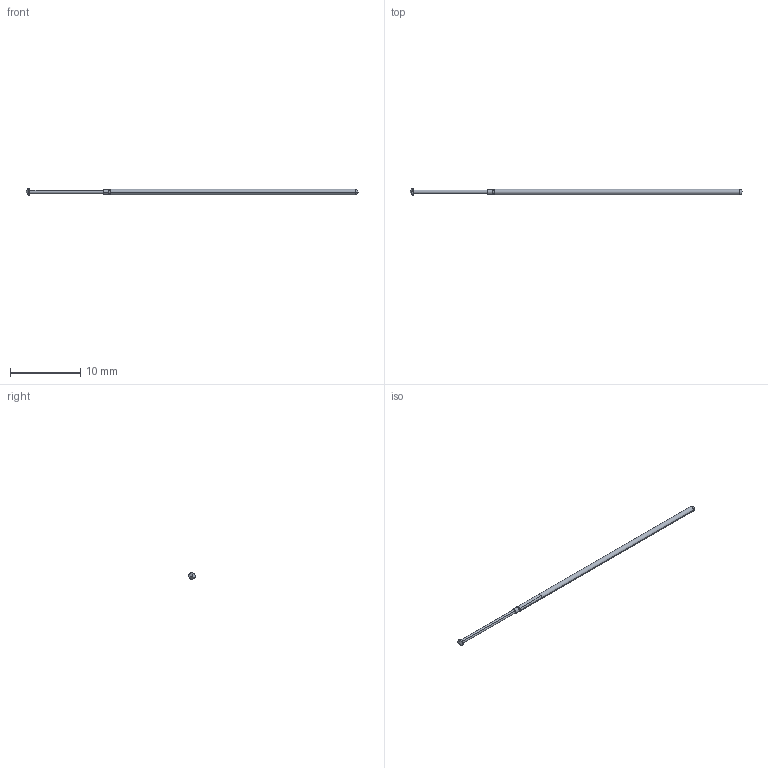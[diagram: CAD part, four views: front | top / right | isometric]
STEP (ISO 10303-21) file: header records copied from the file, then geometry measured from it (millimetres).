
FILE_DESCRIPTION (( 'STEP AP214' ), '1' );
FILE_NAME ('050-PRP4003_-_.STEP', '2014-07-11T17:00:40', ( 'spare' ), ( '' ), 'SwSTEP 2.0', 'SolidWorks 2014', '' );
FILE_SCHEMA (( 'AUTOMOTIVE_DESIGN' ));
Length unit declared in the file: inch
Products named in the file (1): 050-PRP4003_-_
Bounding box: 47.37 x 0.91 x 0.91 mm (x, y, z)
Volume: 21.4 mm3; surface area: 119.2 mm2
Topology: 2 solids, 2 shells, 32 faces, 70 edges, 38 vertices
Faces by surface type: cylinder 12, cone 8, bspline 6, plane 6
Entity records: 1372 total; most frequent: CARTESIAN_POINT 248, DIRECTION 146, ORIENTED_EDGE 132, EDGE_CURVE 66, AXIS2_PLACEMENT_3D 60, VERTEX_POINT 38, UNCERTAINTY_MEASURE_WITH_UNIT 36, DIMENSIONAL_EXPONENTS 36
